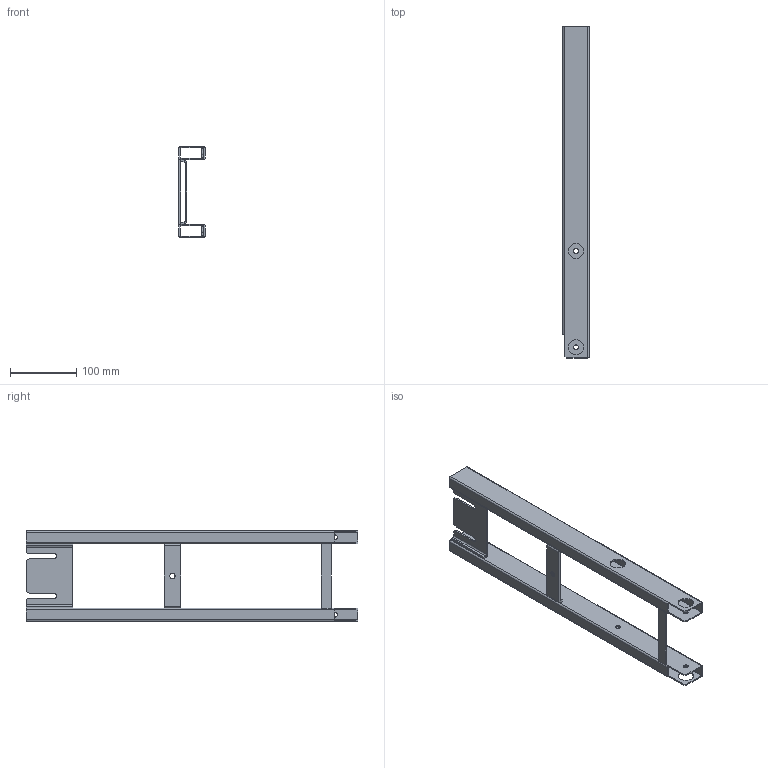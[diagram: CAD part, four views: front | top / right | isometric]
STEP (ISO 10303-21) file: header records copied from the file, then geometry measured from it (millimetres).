
FILE_DESCRIPTION((''),'2;1');
FILE_NAME('JC35TS-1152','2021-01-04T15:54:21',('Administrator'),('捷昌驱动'),'CREO PARAMETRIC BY PTC INC, 2018100','CREO PARAMETRIC BY PTC INC, 2018100','');
FILE_SCHEMA(('CONFIG_CONTROL_DESIGN'));
Length unit declared in the file: millimetre
Products named in the file (1): JC35TS-1152
Bounding box: 40 x 500 x 137 mm (x, y, z)
Volume: 242896.9 mm3; surface area: 239330.4 mm2
Topology: 5 solids, 5 shells, 148 faces, 411 edges, 277 vertices
Faces by surface type: plane 78, cylinder 70
Entity records: 4894 total; most frequent: DIRECTION 856, CARTESIAN_POINT 836, ORIENTED_EDGE 822, EDGE_CURVE 411, AXIS2_PLACEMENT_3D 297, VERTEX_POINT 277, VECTOR 262, LINE 262
